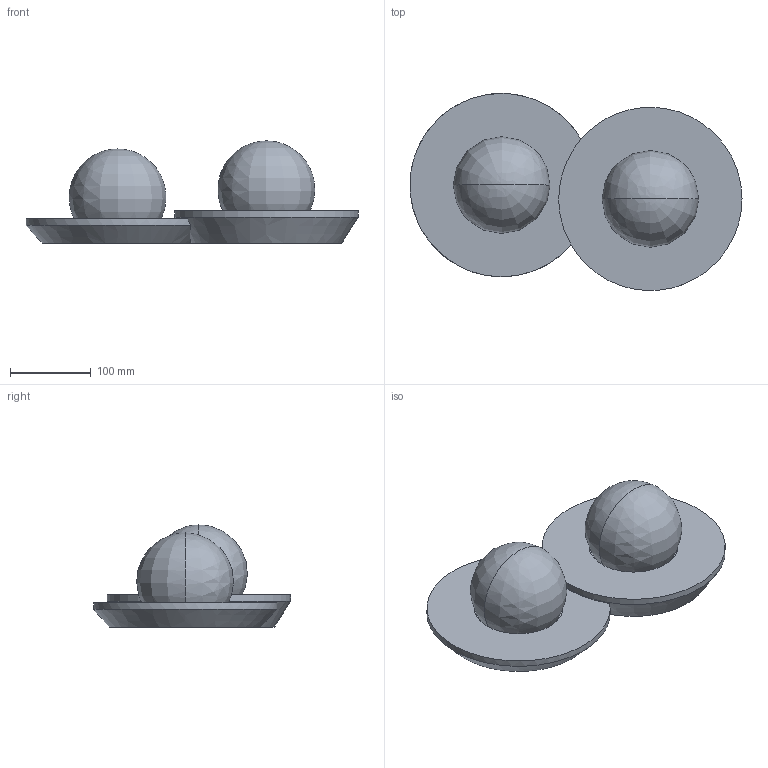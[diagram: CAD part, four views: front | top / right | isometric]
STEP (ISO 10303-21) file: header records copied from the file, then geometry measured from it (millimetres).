
FILE_DESCRIPTION(/* description */ (''),/* implementation_level */ '2;1');
FILE_NAME(/* name */ 'T404_CicladiRound_2Luci',/* time_stamp */ '2023-09-19T15:44:16+02:00',/* author */ (''),/* organization */ (''),/* preprocessor_version */ 'ST-DEVELOPER v16.5',/* originating_system */ 'Rhino 7.20',/* authorisation */ '');
FILE_SCHEMA (('CONFIG_CONTROL_DESIGN'));
Length unit declared in the file: millimetre
Products named in the file (1): Document
Bounding box: 411.28 x 244.1 x 126.59 mm (x, y, z)
Volume: 2081663.6 mm3; surface area: 432003.1 mm2
Topology: 30 solids, 34 shells, 519 faces, 1150 edges, 738 vertices
Faces by surface type: cylinder 251, plane 215, bspline 53
Entity records: 14278 total; most frequent: CARTESIAN_POINT 6431, ORIENTED_EDGE 2274, EDGE_CURVE 1141, VERTEX_POINT 736, EDGE_LOOP 623, ADVANCED_FACE 519, FACE_OUTER_BOUND 519, DIRECTION 467
